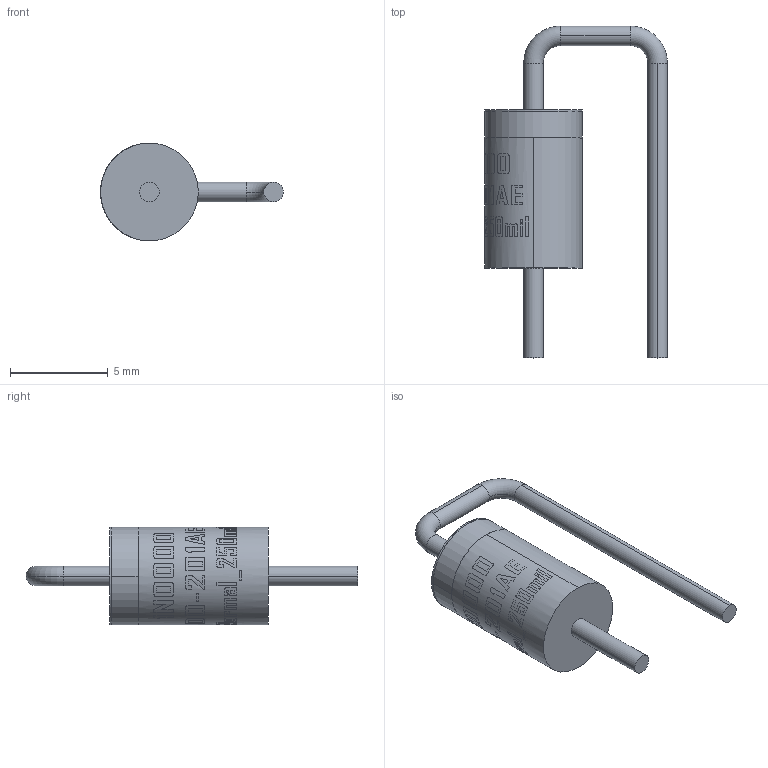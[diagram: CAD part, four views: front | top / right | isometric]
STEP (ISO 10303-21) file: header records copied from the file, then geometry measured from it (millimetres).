
FILE_DESCRIPTION (( 'STEP AP214' ), '1' );
FILE_NAME ('DO-201AE_Normal_250mil_rev1.0.STEP', '2023-03-16T21:25:00', ( '' ), ( '' ), 'SwSTEP 2.0', 'SolidWorks 2020', '' );
FILE_SCHEMA (( 'AUTOMOTIVE_DESIGN' ));
Length unit declared in the file: millimetre
Products named in the file (1): DO-201AE_Normal_250mil_rev1.0
Bounding box: 9.35 x 16.98 x 5 mm (x, y, z)
Volume: 182.6 mm3; surface area: 261.3 mm2
Topology: 1 solids, 1 shells, 63 faces, 366 edges, 348 vertices
Faces by surface type: cylinder 53, plane 6, torus 4
Entity records: 5352 total; most frequent: CARTESIAN_POINT 1590, ORIENTED_EDGE 732, DIRECTION 545, EDGE_CURVE 366, VERTEX_POINT 348, AXIS2_PLACEMENT_3D 209, CIRCLE 145, LINE 127
